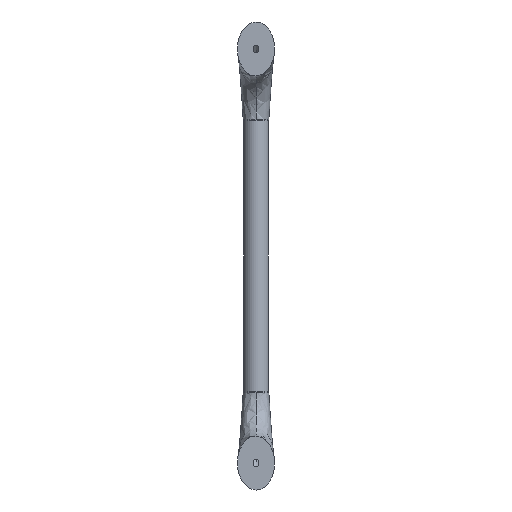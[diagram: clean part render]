
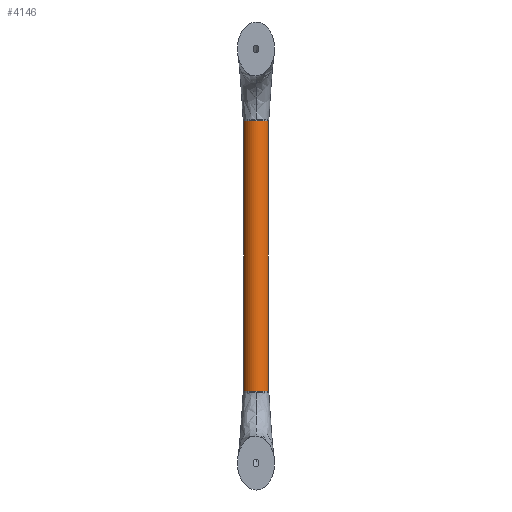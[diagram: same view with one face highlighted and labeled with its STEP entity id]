
A CAD part, front view. The second image highlights one B-rep face of the part: STEP entity #4146.
In plain terms, the highlighted cylindrical face has radius 15 mm (diameter 30 mm), a partial arc.
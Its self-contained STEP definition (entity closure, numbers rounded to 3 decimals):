
#133 = CIRCLE ( 'NONE', #2710, 15. ) ;
#154 = VERTEX_POINT ( 'NONE', #4246 ) ;
#201 = LINE ( 'NONE', #3670, #3117 ) ;
#555 = VERTEX_POINT ( 'NONE', #914 ) ;
#592 = CARTESIAN_POINT ( 'NONE',  ( 0., 0., 163. ) ) ;
#790 = ORIENTED_EDGE ( 'NONE', *, *, #4449, .F. ) ;
#914 = CARTESIAN_POINT ( 'NONE',  ( -15., 0., -163. ) ) ;
#1261 = CARTESIAN_POINT ( 'NONE',  ( -15., 0., 163. ) ) ;
#1637 = CARTESIAN_POINT ( 'NONE',  ( 0., 0., -163. ) ) ;
#1691 = CIRCLE ( 'NONE', #3410, 15. ) ;
#1908 = DIRECTION ( 'NONE',  ( 0., 0., 1. ) ) ;
#2070 = DIRECTION ( 'NONE',  ( -1., 0., 0. ) ) ;
#2168 = CARTESIAN_POINT ( 'NONE',  ( -15., 0., 163. ) ) ;
#2456 = VERTEX_POINT ( 'NONE', #2168 ) ;
#2710 = AXIS2_PLACEMENT_3D ( 'NONE', #4536, #1908, #4956 ) ;
#2754 = DIRECTION ( 'NONE',  ( 0., 0., -1. ) ) ;
#2804 = ORIENTED_EDGE ( 'NONE', *, *, #3520, .F. ) ;
#2929 = CYLINDRICAL_SURFACE ( 'NONE', #3888, 15. ) ;
#3117 = VECTOR ( 'NONE', #3641, 1000. ) ;
#3133 = CARTESIAN_POINT ( 'NONE',  ( 15., 0., -163. ) ) ;
#3410 = AXIS2_PLACEMENT_3D ( 'NONE', #1637, #4691, #2070 ) ;
#3520 = EDGE_CURVE ( 'NONE', #4029, #555, #1691, .T. ) ;
#3631 = DIRECTION ( 'NONE',  ( -1., 0., 0. ) ) ;
#3641 = DIRECTION ( 'NONE',  ( 0., 0., -1. ) ) ;
#3661 = EDGE_CURVE ( 'NONE', #2456, #555, #4888, .T. ) ;
#3670 = CARTESIAN_POINT ( 'NONE',  ( 15., 0., 163. ) ) ;
#3697 = ORIENTED_EDGE ( 'NONE', *, *, #3661, .T. ) ;
#3882 = VECTOR ( 'NONE', #4310, 1000. ) ;
#3888 = AXIS2_PLACEMENT_3D ( 'NONE', #592, #2754, #3631 ) ;
#4029 = VERTEX_POINT ( 'NONE', #3133 ) ;
#4146 = ADVANCED_FACE ( 'NONE', ( #5232 ), #2929, .T. ) ;
#4246 = CARTESIAN_POINT ( 'NONE',  ( 15., 0., 163. ) ) ;
#4257 = EDGE_CURVE ( 'NONE', #2456, #154, #133, .T. ) ;
#4310 = DIRECTION ( 'NONE',  ( 0., 0., -1. ) ) ;
#4313 = EDGE_LOOP ( 'NONE', ( #790, #4583, #3697, #2804 ) ) ;
#4449 = EDGE_CURVE ( 'NONE', #154, #4029, #201, .T. ) ;
#4536 = CARTESIAN_POINT ( 'NONE',  ( 0., 0., 163. ) ) ;
#4583 = ORIENTED_EDGE ( 'NONE', *, *, #4257, .F. ) ;
#4691 = DIRECTION ( 'NONE',  ( 0., 0., -1. ) ) ;
#4888 = LINE ( 'NONE', #1261, #3882 ) ;
#4956 = DIRECTION ( 'NONE',  ( 1., 0., 0. ) ) ;
#5232 = FACE_OUTER_BOUND ( 'NONE', #4313, .T. ) ;
